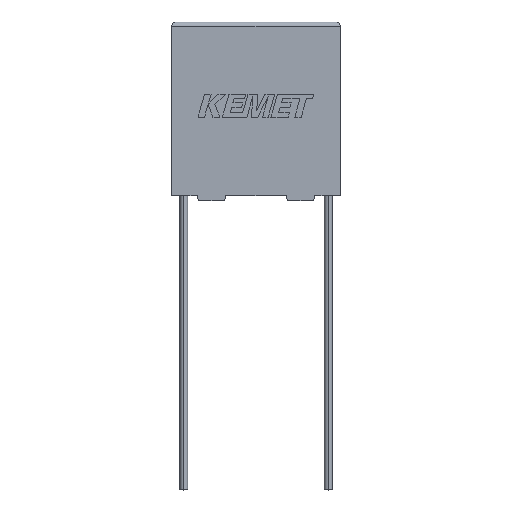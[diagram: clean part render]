
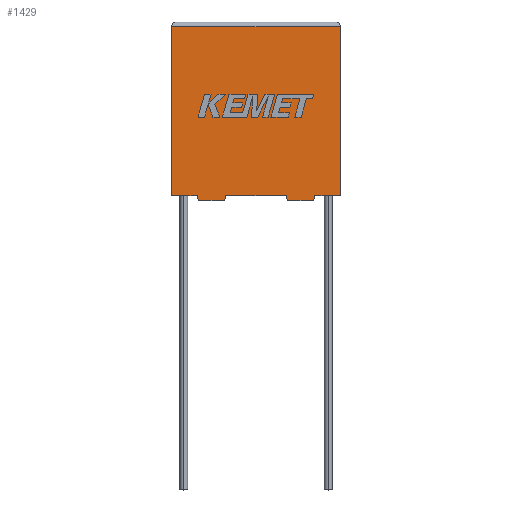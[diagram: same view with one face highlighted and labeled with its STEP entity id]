
A CAD part, top view. The second image highlights one B-rep face of the part: STEP entity #1429.
In plain terms, the highlighted planar face has unit normal (0, 0, 1).
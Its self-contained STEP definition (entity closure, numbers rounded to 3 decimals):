
#14 = CARTESIAN_POINT ( 'NONE',  ( 5.478, -0.5, 10.5 ) ) ;
#18 = DIRECTION ( 'NONE',  ( -0.287, -0.958, 0. ) ) ;
#36 = VERTEX_POINT ( 'NONE', #3093 ) ;
#48 = DIRECTION ( 'NONE',  ( -0.287, 0.958, 0. ) ) ;
#70 = LINE ( 'NONE', #2592, #144 ) ;
#72 = VECTOR ( 'NONE', #3113, 1000. ) ;
#129 = CARTESIAN_POINT ( 'NONE',  ( 14.7, -0.5, 10.5 ) ) ;
#144 = VECTOR ( 'NONE', #543, 1000. ) ;
#183 = LINE ( 'NONE', #14, #72 ) ;
#187 = VERTEX_POINT ( 'NONE', #1649 ) ;
#191 = ORIENTED_EDGE ( 'NONE', *, *, #2891, .T. ) ;
#199 = VERTEX_POINT ( 'NONE', #2929 ) ;
#273 = VECTOR ( 'NONE', #48, 1000. ) ;
#297 = VERTEX_POINT ( 'NONE', #1039 ) ;
#302 = EDGE_CURVE ( 'NONE', #199, #187, #1966, .T. ) ;
#311 = ORIENTED_EDGE ( 'NONE', *, *, #2324, .T. ) ;
#400 = LINE ( 'NONE', #2846, #2378 ) ;
#472 = EDGE_CURVE ( 'NONE', #718, #2211, #2523, .T. ) ;
#543 = DIRECTION ( 'NONE',  ( 1., 0., 0. ) ) ;
#564 = DIRECTION ( 'NONE',  ( 1., 0., 0. ) ) ;
#639 = EDGE_CURVE ( 'NONE', #297, #2988, #2460, .T. ) ;
#658 = EDGE_CURVE ( 'NONE', #2211, #839, #668, .T. ) ;
#667 = DIRECTION ( 'NONE',  ( 0., 1., 0. ) ) ;
#668 = LINE ( 'NONE', #2285, #1763 ) ;
#689 = EDGE_CURVE ( 'NONE', #36, #1436, #400, .T. ) ;
#718 = VERTEX_POINT ( 'NONE', #2118 ) ;
#721 = VERTEX_POINT ( 'NONE', #785 ) ;
#785 = CARTESIAN_POINT ( 'NONE',  ( 5.478, -0.5, 10.5 ) ) ;
#800 = CARTESIAN_POINT ( 'NONE',  ( 2.65, 0., 10.5 ) ) ;
#839 = VERTEX_POINT ( 'NONE', #1943 ) ;
#890 = CARTESIAN_POINT ( 'NONE',  ( 0., 0., 10.5 ) ) ;
#892 = LINE ( 'NONE', #800, #2487 ) ;
#900 = ORIENTED_EDGE ( 'NONE', *, *, #1842, .T. ) ;
#920 = ORIENTED_EDGE ( 'NONE', *, *, #472, .T. ) ;
#968 = CARTESIAN_POINT ( 'NONE',  ( 14.85, 0., 10.5 ) ) ;
#969 = ORIENTED_EDGE ( 'NONE', *, *, #1180, .T. ) ;
#984 = CARTESIAN_POINT ( 'NONE',  ( 0., 0., 10.5 ) ) ;
#1002 = CARTESIAN_POINT ( 'NONE',  ( 5.628, 0., 10.5 ) ) ;
#1039 = CARTESIAN_POINT ( 'NONE',  ( 14.85, 0., 10.5 ) ) ;
#1055 = VERTEX_POINT ( 'NONE', #1002 ) ;
#1056 = DIRECTION ( 'NONE',  ( 0., -1., 0. ) ) ;
#1058 = ORIENTED_EDGE ( 'NONE', *, *, #1624, .T. ) ;
#1086 = LINE ( 'NONE', #1607, #2809 ) ;
#1131 = EDGE_CURVE ( 'NONE', #721, #1055, #183, .T. ) ;
#1180 = EDGE_CURVE ( 'NONE', #839, #36, #1086, .T. ) ;
#1277 = LINE ( 'NONE', #2144, #1929 ) ;
#1288 = CARTESIAN_POINT ( 'NONE',  ( 17.5, 17.5, 10.5 ) ) ;
#1315 = VECTOR ( 'NONE', #1352, 1000. ) ;
#1352 = DIRECTION ( 'NONE',  ( -1., 0., 0. ) ) ;
#1408 = VECTOR ( 'NONE', #1924, 1000. ) ;
#1429 = ADVANCED_FACE ( 'NONE', ( #3074 ), #3011, .F. ) ;
#1436 = VERTEX_POINT ( 'NONE', #1739 ) ;
#1527 = DIRECTION ( 'NONE',  ( -1., 0., 0. ) ) ;
#1556 = CARTESIAN_POINT ( 'NONE',  ( 14.7, -0.5, 10.5 ) ) ;
#1607 = CARTESIAN_POINT ( 'NONE',  ( 0., 0., 10.5 ) ) ;
#1624 = EDGE_CURVE ( 'NONE', #1055, #187, #70, .T. ) ;
#1649 = CARTESIAN_POINT ( 'NONE',  ( 11.873, 0., 10.5 ) ) ;
#1736 = VERTEX_POINT ( 'NONE', #1864 ) ;
#1739 = CARTESIAN_POINT ( 'NONE',  ( 2.65, 0., 10.5 ) ) ;
#1763 = VECTOR ( 'NONE', #1527, 1000. ) ;
#1826 = VECTOR ( 'NONE', #667, 1000. ) ;
#1842 = EDGE_CURVE ( 'NONE', #297, #718, #2084, .T. ) ;
#1864 = CARTESIAN_POINT ( 'NONE',  ( 2.8, -0.5, 10.5 ) ) ;
#1924 = DIRECTION ( 'NONE',  ( 1., 0., 0. ) ) ;
#1929 = VECTOR ( 'NONE', #2861, 1000. ) ;
#1943 = CARTESIAN_POINT ( 'NONE',  ( 0., 17.5, 10.5 ) ) ;
#1966 = LINE ( 'NONE', #2574, #273 ) ;
#2011 = AXIS2_PLACEMENT_3D ( 'NONE', #984, #2290, #3021 ) ;
#2025 = ORIENTED_EDGE ( 'NONE', *, *, #2767, .F. ) ;
#2084 = LINE ( 'NONE', #890, #1408 ) ;
#2104 = ORIENTED_EDGE ( 'NONE', *, *, #658, .T. ) ;
#2118 = CARTESIAN_POINT ( 'NONE',  ( 17.5, 0., 10.5 ) ) ;
#2124 = ORIENTED_EDGE ( 'NONE', *, *, #639, .F. ) ;
#2144 = CARTESIAN_POINT ( 'NONE',  ( 2.8, -0.5, 10.5 ) ) ;
#2208 = CARTESIAN_POINT ( 'NONE',  ( 17.5, 0., 10.5 ) ) ;
#2211 = VERTEX_POINT ( 'NONE', #1288 ) ;
#2285 = CARTESIAN_POINT ( 'NONE',  ( 0., 17.5, 10.5 ) ) ;
#2290 = DIRECTION ( 'NONE',  ( 0., 0., -1. ) ) ;
#2324 = EDGE_CURVE ( 'NONE', #1736, #721, #1277, .T. ) ;
#2378 = VECTOR ( 'NONE', #564, 1000. ) ;
#2420 = ORIENTED_EDGE ( 'NONE', *, *, #1131, .T. ) ;
#2460 = LINE ( 'NONE', #968, #2688 ) ;
#2487 = VECTOR ( 'NONE', #2601, 1000. ) ;
#2519 = EDGE_LOOP ( 'NONE', ( #920, #2104, #969, #2556, #191, #311, #2420, #1058, #2702, #2025, #2124, #900 ) ) ;
#2523 = LINE ( 'NONE', #2208, #1826 ) ;
#2556 = ORIENTED_EDGE ( 'NONE', *, *, #689, .T. ) ;
#2574 = CARTESIAN_POINT ( 'NONE',  ( 12.023, -0.5, 10.5 ) ) ;
#2592 = CARTESIAN_POINT ( 'NONE',  ( 0., 0., 10.5 ) ) ;
#2601 = DIRECTION ( 'NONE',  ( 0.287, -0.958, 0. ) ) ;
#2688 = VECTOR ( 'NONE', #18, 1000. ) ;
#2702 = ORIENTED_EDGE ( 'NONE', *, *, #302, .F. ) ;
#2767 = EDGE_CURVE ( 'NONE', #2988, #199, #2912, .T. ) ;
#2809 = VECTOR ( 'NONE', #1056, 1000. ) ;
#2846 = CARTESIAN_POINT ( 'NONE',  ( 0., 0., 10.5 ) ) ;
#2861 = DIRECTION ( 'NONE',  ( 1., 0., 0. ) ) ;
#2891 = EDGE_CURVE ( 'NONE', #1436, #1736, #892, .T. ) ;
#2912 = LINE ( 'NONE', #1556, #1315 ) ;
#2929 = CARTESIAN_POINT ( 'NONE',  ( 12.023, -0.5, 10.5 ) ) ;
#2988 = VERTEX_POINT ( 'NONE', #129 ) ;
#3011 = PLANE ( 'NONE',  #2011 ) ;
#3021 = DIRECTION ( 'NONE',  ( -1., 0., 0. ) ) ;
#3074 = FACE_OUTER_BOUND ( 'NONE', #2519, .T. ) ;
#3093 = CARTESIAN_POINT ( 'NONE',  ( 0., 0., 10.5 ) ) ;
#3113 = DIRECTION ( 'NONE',  ( 0.287, 0.958, 0. ) ) ;
